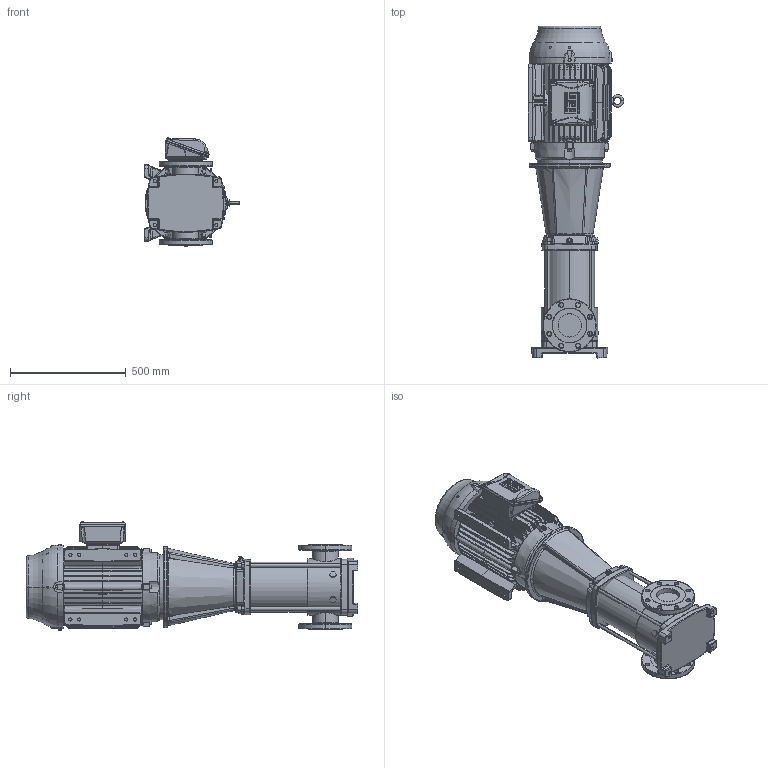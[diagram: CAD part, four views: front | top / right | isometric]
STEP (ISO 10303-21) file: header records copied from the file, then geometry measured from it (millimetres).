
FILE_DESCRIPTION (( 'STEP AP203' ), '1' );
FILE_NAME ('3350137 - MVI-320-3_2-30 HP-286TSC-304-E-575~3.step', '2022-03-31T15:35:52', ( '' ), ( '' ), 'SwSTEP 2.0', 'SolidWorks 2021', '' );
FILE_SCHEMA (( 'CONFIG_CONTROL_DESIGN' ));
Length unit declared in the file: inch
Products named in the file (5): TEFC MOTOR_2700107 - NEMA V2 30 HP 284_6TSC 575~3 TEFC W; MVI PEO - [304-EPDM]_3304137 - MVI-320-3_2-30 HP-286TSC-304-E-S; 2700107 - NEMA V2 30 HP 284_6TSC 575~3 TEFC W; 3350137 - MVI-320-3_2-30 HP-286TSC-304-E-575~3; SBI(N)64-3-2
Assembly tree (4 placements, depth 3):
  3350137 - MVI-320-3_2-30 HP-286TSC-304-E-575~3
    MVI PEO - [304-EPDM]_3304137 - MVI-320-3_2-30 HP-286TSC-304-E-S
      SBI(N)64-3-2
    TEFC MOTOR_2700107 - NEMA V2 30 HP 284_6TSC 575~3 TEFC W
      2700107 - NEMA V2 30 HP 284_6TSC 575~3 TEFC W
Bounding box: 410.8 x 1431.1 x 466.9 mm (x, y, z)
Volume: 92694919.7 mm3; surface area: 3706772.2 mm2
Topology: 26 solids, 35 shells, 3341 faces, 8440 edges, 5242 vertices
Faces by surface type: bspline 1008, cylinder 1004, plane 1001, cone 257, torus 53, sphere 18
Entity records: 160810 total; most frequent: CARTESIAN_POINT 89040, ORIENTED_EDGE 16798, DIRECTION 12565, EDGE_CURVE 8399, VERTEX_POINT 5239, AXIS2_PLACEMENT_3D 4997, EDGE_LOOP 3530, FACE_OUTER_BOUND 3341
